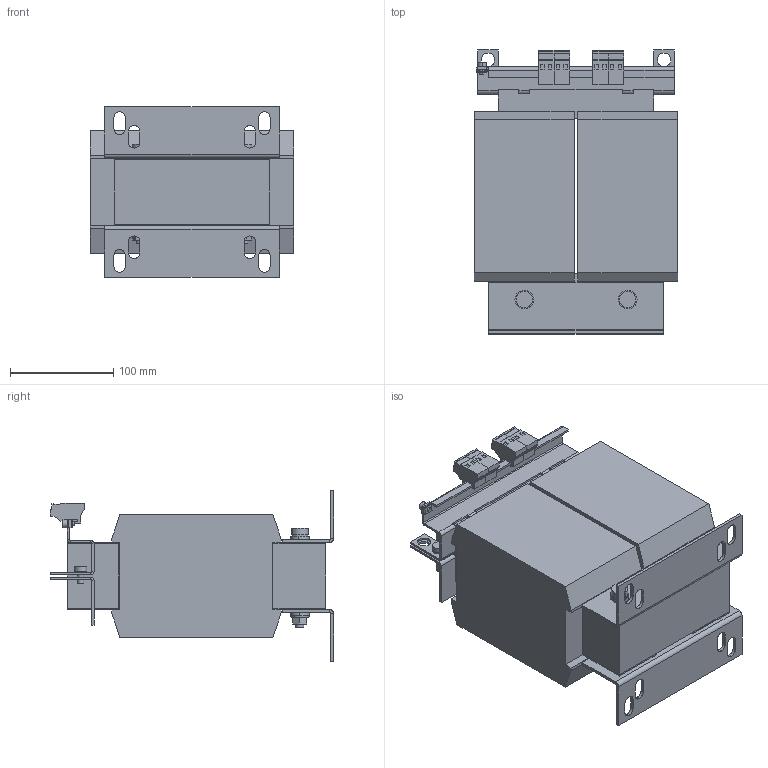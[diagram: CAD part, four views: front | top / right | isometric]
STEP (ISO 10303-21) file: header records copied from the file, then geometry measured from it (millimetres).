
FILE_DESCRIPTION (( 'STEP AP214' ), '1' );
FILE_NAME ('202733.STEP', '2020-08-26T09:26:21', ( '' ), ( '' ), 'SwSTEP 2.0', 'SolidWorks 2018', '' );
FILE_SCHEMA (( 'AUTOMOTIVE_DESIGN' ));
Length unit declared in the file: millimetre
Products named in the file (1): 202733
Bounding box: 196.5 x 274.5 x 165 mm (x, y, z)
Volume: 4639462.5 mm3; surface area: 342577 mm2
Topology: 1 solids, 1 shells, 554 faces, 1392 edges, 869 vertices
Faces by surface type: plane 418, cylinder 124, torus 8, cone 4
Entity records: 16457 total; most frequent: CARTESIAN_POINT 2960, ORIENTED_EDGE 2784, DIRECTION 2741, EDGE_CURVE 1392, VECTOR 1105, LINE 1105, VERTEX_POINT 869, AXIS2_PLACEMENT_3D 818
